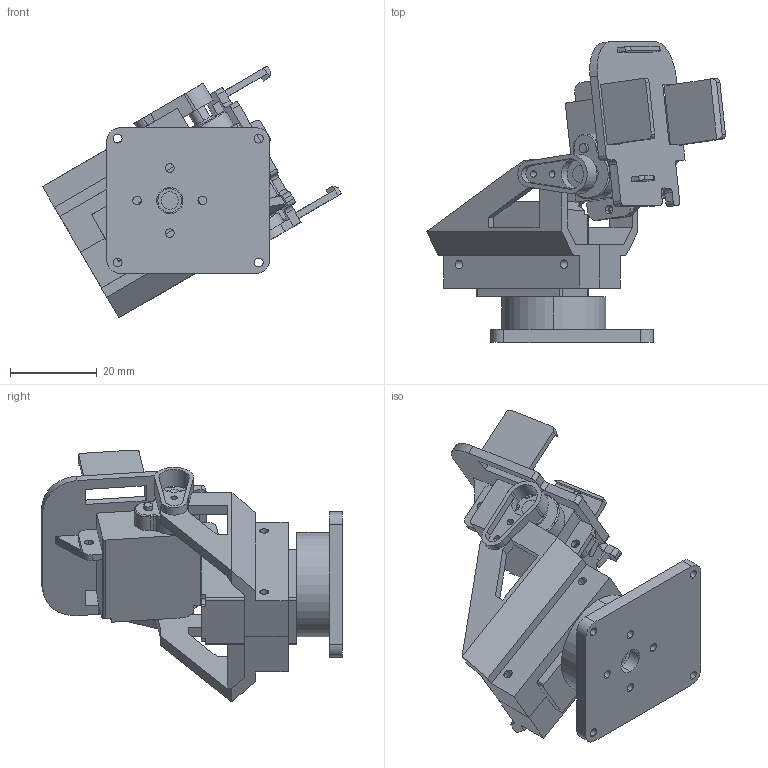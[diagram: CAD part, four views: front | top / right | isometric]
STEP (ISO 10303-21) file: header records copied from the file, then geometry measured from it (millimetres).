
FILE_DESCRIPTION (( 'STEP AP203' ), '1' );
FILE_NAME ('ÔÆÌ¨.STEP', '2019-11-13T05:29:47', ( 'Dell' ), ( 'Microsoft' ), 'SwSTEP 2.0', 'SolidWorks 2019', '' );
FILE_SCHEMA (( 'CONFIG_CONTROL_DESIGN' ));
Length unit declared in the file: millimetre
Products named in the file (8): 堁怢; 菁釱; 9G嗆儂; 衵旋; 酘旋; 嗆儂旋; 縐褲; 嗆儂縐
Assembly tree (8 placements, depth 3):
  堁怢
    菁釱
    嗆儂旋
      9G嗆儂
      衵旋
      酘旋
    嗆儂縐
      縐褲
      9G嗆儂
Bounding box: 68.9 x 69.31 x 58.06 mm (x, y, z)
Volume: 27859.7 mm3; surface area: 19916.7 mm2
Topology: 6 solids, 6 shells, 381 faces, 1019 edges, 659 vertices
Faces by surface type: plane 222, cylinder 149, torus 10
Entity records: 10653 total; most frequent: DIRECTION 1715, CARTESIAN_POINT 1713, ORIENTED_EDGE 1666, EDGE_CURVE 833, VECTOR 583, LINE 583, AXIS2_PLACEMENT_3D 566, VERTEX_POINT 540
